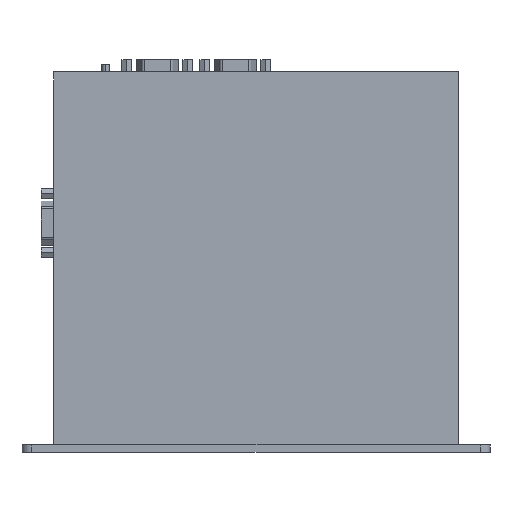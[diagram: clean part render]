
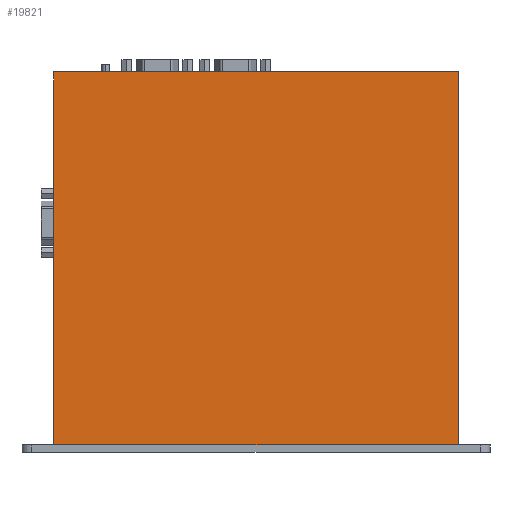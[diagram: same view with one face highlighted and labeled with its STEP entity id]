
A CAD part, left-side view. The second image highlights one B-rep face of the part: STEP entity #19821.
In plain terms, the highlighted planar face has unit normal (-1, 0, 0).
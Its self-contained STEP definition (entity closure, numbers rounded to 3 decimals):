
#1373 = CARTESIAN_POINT ( 'NONE',  ( -19., 83., 156. ) ) ;
#2913 = EDGE_CURVE ( 'NONE', #17133, #15408, #26783, .T. ) ;
#2982 = FACE_OUTER_BOUND ( 'NONE', #46648, .T. ) ;
#5968 = CARTESIAN_POINT ( 'NONE',  ( -19., -83., 156. ) ) ;
#8085 = CARTESIAN_POINT ( 'NONE',  ( -19., 83., 156. ) ) ;
#8871 = DIRECTION ( 'NONE',  ( 0., 1., 0. ) ) ;
#9736 = AXIS2_PLACEMENT_3D ( 'NONE', #1373, #31258, #8871 ) ;
#9964 = CARTESIAN_POINT ( 'NONE',  ( -19., 83., 3. ) ) ;
#10934 = DIRECTION ( 'NONE',  ( 0., -1., 0. ) ) ;
#12034 = CARTESIAN_POINT ( 'NONE',  ( -19., -83., 156. ) ) ;
#12474 = VECTOR ( 'NONE', #20873, 1000. ) ;
#15408 = VERTEX_POINT ( 'NONE', #9964 ) ;
#16991 = EDGE_CURVE ( 'NONE', #15408, #33209, #34796, .T. ) ;
#17133 = VERTEX_POINT ( 'NONE', #45912 ) ;
#17629 = EDGE_CURVE ( 'NONE', #19392, #33209, #42346, .T. ) ;
#19392 = VERTEX_POINT ( 'NONE', #12034 ) ;
#19821 = ADVANCED_FACE ( 'NONE', ( #2982 ), #31091, .F. ) ;
#20078 = EDGE_CURVE ( 'NONE', #17133, #19392, #44500, .T. ) ;
#20873 = DIRECTION ( 'NONE',  ( 0., 0., -1. ) ) ;
#22242 = CARTESIAN_POINT ( 'NONE',  ( -19., 83., 156. ) ) ;
#24251 = ORIENTED_EDGE ( 'NONE', *, *, #16991, .T. ) ;
#24951 = CARTESIAN_POINT ( 'NONE',  ( -19., -83., 3. ) ) ;
#26783 = LINE ( 'NONE', #8085, #46719 ) ;
#31091 = PLANE ( 'NONE',  #9736 ) ;
#31258 = DIRECTION ( 'NONE',  ( 1., 0., 0. ) ) ;
#32308 = ORIENTED_EDGE ( 'NONE', *, *, #20078, .F. ) ;
#33209 = VERTEX_POINT ( 'NONE', #24951 ) ;
#33401 = VECTOR ( 'NONE', #44647, 1000. ) ;
#34268 = DIRECTION ( 'NONE',  ( 0., 0., -1. ) ) ;
#34796 = LINE ( 'NONE', #44634, #43582 ) ;
#42346 = LINE ( 'NONE', #5968, #12474 ) ;
#43582 = VECTOR ( 'NONE', #10934, 1000. ) ;
#44500 = LINE ( 'NONE', #22242, #33401 ) ;
#44634 = CARTESIAN_POINT ( 'NONE',  ( -19., 83., 3. ) ) ;
#44647 = DIRECTION ( 'NONE',  ( 0., -1., 0. ) ) ;
#45912 = CARTESIAN_POINT ( 'NONE',  ( -19., 83., 156. ) ) ;
#46648 = EDGE_LOOP ( 'NONE', ( #24251, #47796, #32308, #47163 ) ) ;
#46719 = VECTOR ( 'NONE', #34268, 1000. ) ;
#47163 = ORIENTED_EDGE ( 'NONE', *, *, #2913, .T. ) ;
#47796 = ORIENTED_EDGE ( 'NONE', *, *, #17629, .F. ) ;
